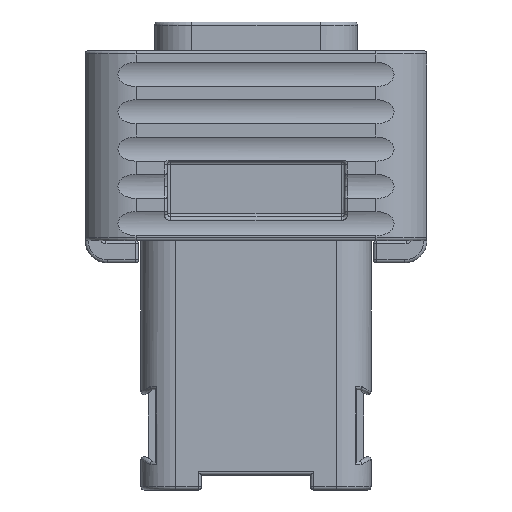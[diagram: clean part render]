
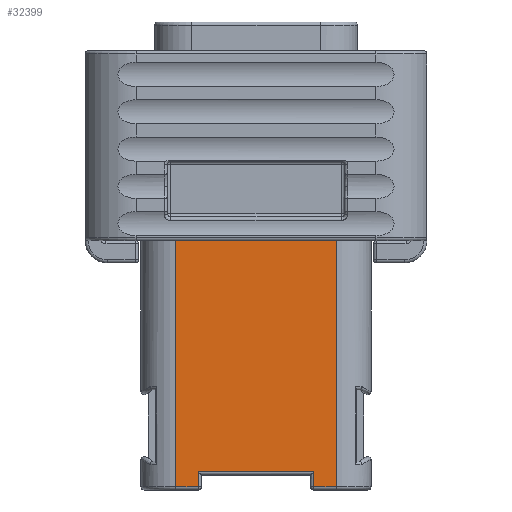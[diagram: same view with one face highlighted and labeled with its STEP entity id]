
A CAD part, front view. The second image highlights one B-rep face of the part: STEP entity #32399.
In plain terms, the highlighted planar face has unit normal (0, -1, 0).
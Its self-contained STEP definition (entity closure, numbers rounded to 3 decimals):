
#100=DIRECTION('',(1.,0.,0.));
#101=VECTOR('',#100,12.9);
#102=CARTESIAN_POINT('',(-6.45,-9.25,0.));
#103=LINE('',#102,#101);
#5847=DIRECTION('',(0.,0.,1.));
#5848=VECTOR('',#5847,1.2);
#5849=CARTESIAN_POINT('',(-4.647,-9.25,-19.81));
#5850=LINE('',#5849,#5848);
#5861=DIRECTION('',(-1.,0.,0.));
#5862=VECTOR('',#5861,9.294);
#5863=CARTESIAN_POINT('',(4.647,-9.25,-18.61));
#5864=LINE('',#5863,#5862);
#5865=DIRECTION('',(-1.,0.,0.));
#5866=VECTOR('',#5865,1.803);
#5867=CARTESIAN_POINT('',(-4.647,-9.25,-19.81));
#5868=LINE('',#5867,#5866);
#5869=DIRECTION('',(0.,0.,-1.));
#5870=VECTOR('',#5869,19.81);
#5871=CARTESIAN_POINT('',(-6.45,-9.25,0.));
#5872=LINE('',#5871,#5870);
#5873=DIRECTION('',(0.,0.,-1.));
#5874=VECTOR('',#5873,19.81);
#5875=CARTESIAN_POINT('',(6.45,-9.25,0.));
#5876=LINE('',#5875,#5874);
#5877=DIRECTION('',(-1.,0.,0.));
#5878=VECTOR('',#5877,1.803);
#5879=CARTESIAN_POINT('',(6.45,-9.25,-19.81));
#5880=LINE('',#5879,#5878);
#5914=DIRECTION('',(0.,0.,-1.));
#5915=VECTOR('',#5914,1.2);
#5916=CARTESIAN_POINT('',(4.647,-9.25,-18.61));
#5917=LINE('',#5916,#5915);
#20111=CARTESIAN_POINT('',(-6.45,-9.25,0.));
#20112=CARTESIAN_POINT('',(6.45,-9.25,0.));
#20113=VERTEX_POINT('',#20111);
#20114=VERTEX_POINT('',#20112);
#21798=CARTESIAN_POINT('',(-4.647,-9.25,-19.81));
#21800=VERTEX_POINT('',#21798);
#21805=CARTESIAN_POINT('',(-6.45,-9.25,-19.81));
#21806=VERTEX_POINT('',#21805);
#21829=CARTESIAN_POINT('',(6.45,-9.25,-19.81));
#21830=VERTEX_POINT('',#21829);
#21833=CARTESIAN_POINT('',(4.647,-9.25,-19.81));
#21834=VERTEX_POINT('',#21833);
#22020=CARTESIAN_POINT('',(4.647,-9.25,-18.61));
#22021=CARTESIAN_POINT('',(-4.647,-9.25,-18.61));
#22022=VERTEX_POINT('',#22020);
#22023=VERTEX_POINT('',#22021);
#32378=CARTESIAN_POINT('',(-9.25,-9.25,-20.06));
#32379=DIRECTION('',(0.,-1.,0.));
#32380=DIRECTION('',(1.,0.,0.));
#32381=AXIS2_PLACEMENT_3D('',#32378,#32379,#32380);
#32382=PLANE('',#32381);
#32384=ORIENTED_EDGE('',*,*,#32383,.T.);
#32385=ORIENTED_EDGE('',*,*,#32367,.F.);
#32387=ORIENTED_EDGE('',*,*,#32386,.T.);
#32389=ORIENTED_EDGE('',*,*,#32388,.F.);
#32390=ORIENTED_EDGE('',*,*,#24294,.T.);
#32392=ORIENTED_EDGE('',*,*,#32391,.T.);
#32394=ORIENTED_EDGE('',*,*,#32393,.T.);
#32396=ORIENTED_EDGE('',*,*,#32395,.F.);
#32397=EDGE_LOOP('',(#32384,#32385,#32387,#32389,#32390,#32392,#32394,#32396));
#32398=FACE_OUTER_BOUND('',#32397,.F.);
#32399=ADVANCED_FACE('',(#32398),#32382,.T.);
#24294=EDGE_CURVE('',#20113,#20114,#103,.T.);
#32367=EDGE_CURVE('',#21800,#22023,#5850,.T.);
#32383=EDGE_CURVE('',#22022,#22023,#5864,.T.);
#32386=EDGE_CURVE('',#21800,#21806,#5868,.T.);
#32388=EDGE_CURVE('',#20113,#21806,#5872,.T.);
#32391=EDGE_CURVE('',#20114,#21830,#5876,.T.);
#32393=EDGE_CURVE('',#21830,#21834,#5880,.T.);
#32395=EDGE_CURVE('',#22022,#21834,#5917,.T.);
